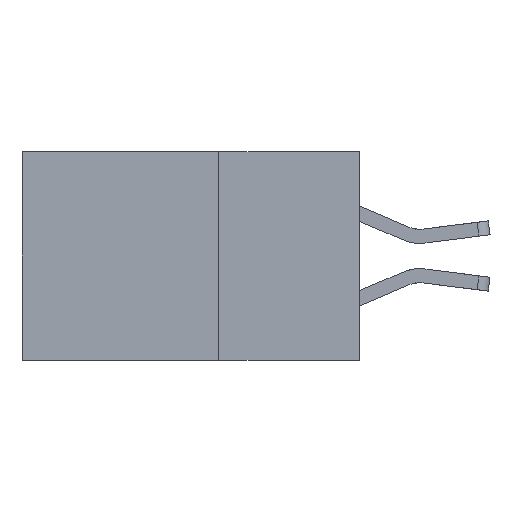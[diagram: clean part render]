
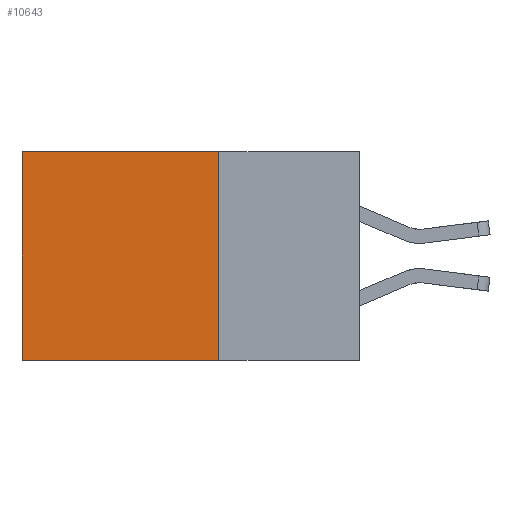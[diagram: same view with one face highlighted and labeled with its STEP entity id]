
A CAD part, left-side view. The second image highlights one B-rep face of the part: STEP entity #10643.
In plain terms, the highlighted planar face has unit normal (-1, 0, 0).
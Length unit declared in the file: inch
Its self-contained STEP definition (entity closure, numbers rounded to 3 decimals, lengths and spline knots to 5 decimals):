
#961 = ORIENTED_EDGE ( 'NONE', *, *, #6484, .T. ) ;
#1248 = CARTESIAN_POINT ( 'NONE',  ( 0.2875, 0.6, -0.37 ) ) ;
#1544 = LINE ( 'NONE', #13208, #6816 ) ;
#2007 = ORIENTED_EDGE ( 'NONE', *, *, #3533, .F. ) ;
#2217 = LINE ( 'NONE', #9556, #4513 ) ;
#2241 = DIRECTION ( 'NONE',  ( 0., 1., 0. ) ) ;
#2250 = VERTEX_POINT ( 'NONE', #5843 ) ;
#3385 = PLANE ( 'NONE',  #9383 ) ;
#3533 = EDGE_CURVE ( 'NONE', #9921, #2250, #1544, .T. ) ;
#3537 = LINE ( 'NONE', #13002, #4166 ) ;
#3607 = DIRECTION ( 'NONE',  ( 0., 0., -1. ) ) ;
#3918 = CARTESIAN_POINT ( 'NONE',  ( 0.2875, 0.25, 0. ) ) ;
#4062 = EDGE_LOOP ( 'NONE', ( #961, #4496, #2007, #9064 ) ) ;
#4166 = VECTOR ( 'NONE', #3607, 39.37008 ) ;
#4225 = VECTOR ( 'NONE', #2241, 39.37008 ) ;
#4341 = DIRECTION ( 'NONE',  ( 0., 1., 0. ) ) ;
#4496 = ORIENTED_EDGE ( 'NONE', *, *, #4861, .F. ) ;
#4513 = VECTOR ( 'NONE', #4341, 39.37008 ) ;
#4861 = EDGE_CURVE ( 'NONE', #2250, #13403, #9514, .T. ) ;
#5843 = CARTESIAN_POINT ( 'NONE',  ( 0.2875, 0.25, -0.37 ) ) ;
#6484 = EDGE_CURVE ( 'NONE', #11112, #13403, #3537, .T. ) ;
#6816 = VECTOR ( 'NONE', #11153, 39.37008 ) ;
#9064 = ORIENTED_EDGE ( 'NONE', *, *, #13419, .T. ) ;
#9383 = AXIS2_PLACEMENT_3D ( 'NONE', #11766, #11842, #11974 ) ;
#9514 = LINE ( 'NONE', #12802, #4225 ) ;
#9556 = CARTESIAN_POINT ( 'NONE',  ( 0.2875, 0.25, 0. ) ) ;
#9921 = VERTEX_POINT ( 'NONE', #3918 ) ;
#10643 = ADVANCED_FACE ( 'NONE', ( #12048 ), #3385, .F. ) ;
#11112 = VERTEX_POINT ( 'NONE', #12964 ) ;
#11153 = DIRECTION ( 'NONE',  ( 0., 0., -1. ) ) ;
#11766 = CARTESIAN_POINT ( 'NONE',  ( 0.2875, 0.25, 0. ) ) ;
#11842 = DIRECTION ( 'NONE',  ( 1., 0., 0. ) ) ;
#11974 = DIRECTION ( 'NONE',  ( 0., 0., -1. ) ) ;
#12048 = FACE_OUTER_BOUND ( 'NONE', #4062, .T. ) ;
#12802 = CARTESIAN_POINT ( 'NONE',  ( 0.2875, 0.25, -0.37 ) ) ;
#12964 = CARTESIAN_POINT ( 'NONE',  ( 0.2875, 0.6, 0. ) ) ;
#13002 = CARTESIAN_POINT ( 'NONE',  ( 0.2875, 0.6, 0. ) ) ;
#13208 = CARTESIAN_POINT ( 'NONE',  ( 0.2875, 0.25, 0. ) ) ;
#13403 = VERTEX_POINT ( 'NONE', #1248 ) ;
#13419 = EDGE_CURVE ( 'NONE', #9921, #11112, #2217, .T. ) ;
